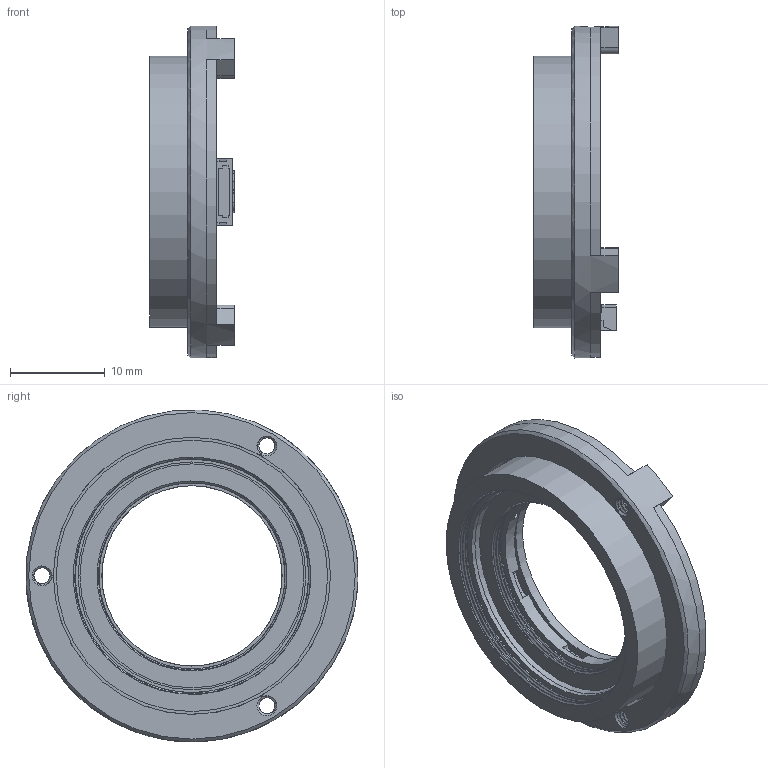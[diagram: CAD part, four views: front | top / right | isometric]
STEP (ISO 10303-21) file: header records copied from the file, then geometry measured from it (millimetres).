
FILE_DESCRIPTION (( 'STEP AP214' ), '1' );
FILE_NAME ('DPT-20-25-35H.step', '2024-12-08T15:48:35', ( '' ), ( '' ), 'SwSTEP 2.0', 'SolidWorks 2022', '' );
FILE_SCHEMA (( 'AUTOMOTIVE_DESIGN' ));
Length unit declared in the file: millimetre
Products named in the file (1): DPT-20-25-35H
Bounding box: 8.9 x 34.98 x 34.97 mm (x, y, z)
Volume: 2617.5 mm3; surface area: 5430.1 mm2
Topology: 9 solids, 9 shells, 541 faces, 1450 edges, 961 vertices
Faces by surface type: plane 283, bspline 166, cylinder 81, cone 11
Full cylindrical faces by diameter (mm): 19 x1, 19.8 x1, 20.2 x1, 21.2 x3, 22.8 x3, 23.6 x1, 24 x1, 24.2 x1, 25.2 x1, 26.2 x3, 27.8 x3, 28.6 x1, 29.2 x1, 35 x1
Entity records: 26629 total; most frequent: CARTESIAN_POINT 10892, ORIENTED_EDGE 2814, DIRECTION 1998, EDGE_CURVE 1407, VERTEX_POINT 949, LINE 844, VECTOR 844, EDGE_LOOP 628
